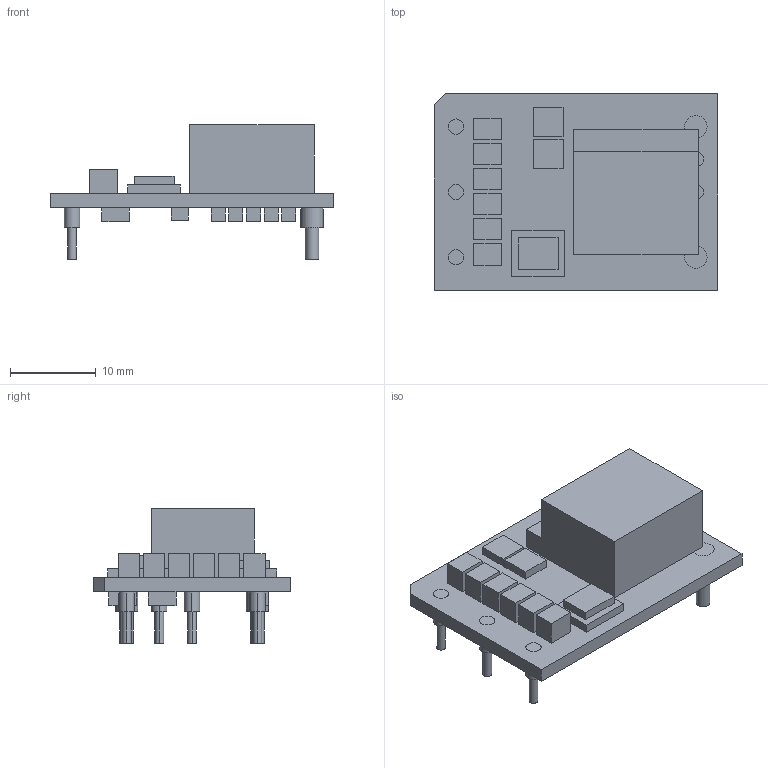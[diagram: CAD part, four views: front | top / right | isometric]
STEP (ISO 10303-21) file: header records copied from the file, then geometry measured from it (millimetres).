
FILE_DESCRIPTION((''),'2;1');
FILE_NAME('DC-DC_TDK_I6A_001-R_3d.stp','2016-03-15T16:46:15',(''),(''),'Mechanical Desktop 2011','Mechanical Desktop 2011',', , ');
FILE_SCHEMA(('AUTOMOTIVE_DESIGN { 1 2 10303 214 1 1 1 1 }'));
Length unit declared in the file: millimetre
Products named in the file (1): Product
Bounding box: 33 x 22.9 x 15.66 mm (x, y, z)
Volume: 3156.7 mm3; surface area: 3678.9 mm2
Topology: 43 solids, 43 shells, 220 faces, 402 edges, 268 vertices
Faces by surface type: plane 130, bspline 48, cylinder 42
Entity records: 5394 total; most frequent: CARTESIAN_POINT 1035, DIRECTION 832, ORIENTED_EDGE 804, EDGE_CURVE 402, VECTOR 318, LINE 318, VERTEX_POINT 268, AXIS2_PLACEMENT_3D 257
